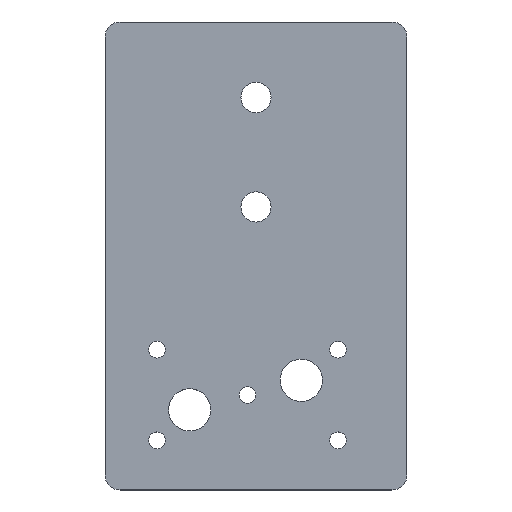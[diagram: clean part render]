
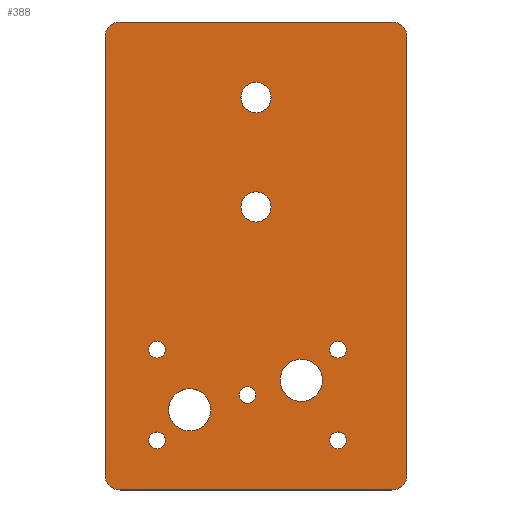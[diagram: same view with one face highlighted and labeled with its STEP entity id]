
A CAD part, top view. The second image highlights one B-rep face of the part: STEP entity #388.
In plain terms, the highlighted planar face has unit normal (0, 0, 1).
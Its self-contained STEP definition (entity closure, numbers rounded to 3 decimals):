
#15=FACE_BOUND('',#76,.T.);
#16=FACE_BOUND('',#77,.T.);
#17=FACE_BOUND('',#78,.T.);
#18=FACE_BOUND('',#79,.T.);
#19=FACE_BOUND('',#80,.T.);
#20=FACE_BOUND('',#81,.T.);
#21=FACE_BOUND('',#82,.T.);
#22=FACE_BOUND('',#83,.T.);
#23=FACE_BOUND('',#84,.T.);
#37=PLANE('',#447);
#56=FACE_OUTER_BOUND('',#75,.T.);
#75=EDGE_LOOP('',(#324,#325,#326,#327,#328,#329,#330,#331));
#76=EDGE_LOOP('',(#332));
#77=EDGE_LOOP('',(#333));
#78=EDGE_LOOP('',(#334));
#79=EDGE_LOOP('',(#335));
#80=EDGE_LOOP('',(#336));
#81=EDGE_LOOP('',(#337));
#82=EDGE_LOOP('',(#338));
#83=EDGE_LOOP('',(#339));
#84=EDGE_LOOP('',(#340));
#107=LINE('',#634,#132);
#111=LINE('',#646,#136);
#115=LINE('',#658,#140);
#119=LINE('',#668,#144);
#132=VECTOR('',#525,10.);
#136=VECTOR('',#537,10.);
#140=VECTOR('',#549,10.);
#144=VECTOR('',#561,10.);
#145=CIRCLE('',#405,5.);
#147=CIRCLE('',#408,7.);
#149=CIRCLE('',#411,5.);
#151=CIRCLE('',#414,2.75);
#153=CIRCLE('',#417,2.75);
#155=CIRCLE('',#420,2.75);
#157=CIRCLE('',#423,7.);
#159=CIRCLE('',#426,2.75);
#161=CIRCLE('',#429,2.75);
#164=CIRCLE('',#433,5.);
#166=CIRCLE('',#437,5.);
#168=CIRCLE('',#441,5.);
#170=CIRCLE('',#445,5.);
#171=VERTEX_POINT('',#568);
#173=VERTEX_POINT('',#574);
#175=VERTEX_POINT('',#580);
#177=VERTEX_POINT('',#586);
#179=VERTEX_POINT('',#592);
#181=VERTEX_POINT('',#598);
#183=VERTEX_POINT('',#604);
#185=VERTEX_POINT('',#610);
#187=VERTEX_POINT('',#616);
#191=VERTEX_POINT('',#625);
#192=VERTEX_POINT('',#627);
#194=VERTEX_POINT('',#633);
#196=VERTEX_POINT('',#639);
#198=VERTEX_POINT('',#645);
#200=VERTEX_POINT('',#651);
#202=VERTEX_POINT('',#657);
#204=VERTEX_POINT('',#663);
#205=EDGE_CURVE('',#171,#171,#145,.T.);
#208=EDGE_CURVE('',#173,#173,#147,.T.);
#211=EDGE_CURVE('',#175,#175,#149,.T.);
#214=EDGE_CURVE('',#177,#177,#151,.T.);
#217=EDGE_CURVE('',#179,#179,#153,.T.);
#220=EDGE_CURVE('',#181,#181,#155,.T.);
#223=EDGE_CURVE('',#183,#183,#157,.T.);
#226=EDGE_CURVE('',#185,#185,#159,.T.);
#229=EDGE_CURVE('',#187,#187,#161,.T.);
#234=EDGE_CURVE('',#192,#191,#164,.T.);
#237=EDGE_CURVE('',#194,#192,#107,.T.);
#240=EDGE_CURVE('',#196,#194,#166,.T.);
#243=EDGE_CURVE('',#198,#196,#111,.T.);
#246=EDGE_CURVE('',#200,#198,#168,.T.);
#249=EDGE_CURVE('',#202,#200,#115,.T.);
#252=EDGE_CURVE('',#204,#202,#170,.T.);
#255=EDGE_CURVE('',#191,#204,#119,.T.);
#324=ORIENTED_EDGE('',*,*,#255,.T.);
#325=ORIENTED_EDGE('',*,*,#252,.T.);
#326=ORIENTED_EDGE('',*,*,#249,.T.);
#327=ORIENTED_EDGE('',*,*,#246,.T.);
#328=ORIENTED_EDGE('',*,*,#243,.T.);
#329=ORIENTED_EDGE('',*,*,#240,.T.);
#330=ORIENTED_EDGE('',*,*,#237,.T.);
#331=ORIENTED_EDGE('',*,*,#234,.T.);
#332=ORIENTED_EDGE('',*,*,#229,.T.);
#333=ORIENTED_EDGE('',*,*,#226,.T.);
#334=ORIENTED_EDGE('',*,*,#223,.T.);
#335=ORIENTED_EDGE('',*,*,#220,.T.);
#336=ORIENTED_EDGE('',*,*,#217,.T.);
#337=ORIENTED_EDGE('',*,*,#214,.T.);
#338=ORIENTED_EDGE('',*,*,#211,.T.);
#339=ORIENTED_EDGE('',*,*,#208,.T.);
#340=ORIENTED_EDGE('',*,*,#205,.T.);
#388=ADVANCED_FACE('',(#56,#15,#16,#17,#18,#19,#20,#21,#22,#23),#37,.T.);
#405=AXIS2_PLACEMENT_3D('',#569,#453,#454);
#408=AXIS2_PLACEMENT_3D('',#575,#460,#461);
#411=AXIS2_PLACEMENT_3D('',#581,#467,#468);
#414=AXIS2_PLACEMENT_3D('',#587,#474,#475);
#417=AXIS2_PLACEMENT_3D('',#593,#481,#482);
#420=AXIS2_PLACEMENT_3D('',#599,#488,#489);
#423=AXIS2_PLACEMENT_3D('',#605,#495,#496);
#426=AXIS2_PLACEMENT_3D('',#611,#502,#503);
#429=AXIS2_PLACEMENT_3D('',#617,#509,#510);
#433=AXIS2_PLACEMENT_3D('',#628,#519,#520);
#437=AXIS2_PLACEMENT_3D('',#640,#531,#532);
#441=AXIS2_PLACEMENT_3D('',#652,#543,#544);
#445=AXIS2_PLACEMENT_3D('',#664,#555,#556);
#447=AXIS2_PLACEMENT_3D('',#669,#562,#563);
#453=DIRECTION('center_axis',(0.,0.,-1.));
#454=DIRECTION('ref_axis',(1.,0.,0.));
#460=DIRECTION('center_axis',(0.,0.,-1.));
#461=DIRECTION('ref_axis',(1.,0.,0.));
#467=DIRECTION('center_axis',(0.,0.,-1.));
#468=DIRECTION('ref_axis',(1.,0.,0.));
#474=DIRECTION('center_axis',(0.,0.,-1.));
#475=DIRECTION('ref_axis',(1.,0.,0.));
#481=DIRECTION('center_axis',(0.,0.,-1.));
#482=DIRECTION('ref_axis',(1.,0.,0.));
#488=DIRECTION('center_axis',(0.,0.,-1.));
#489=DIRECTION('ref_axis',(1.,0.,0.));
#495=DIRECTION('center_axis',(0.,0.,-1.));
#496=DIRECTION('ref_axis',(1.,0.,0.));
#502=DIRECTION('center_axis',(0.,0.,-1.));
#503=DIRECTION('ref_axis',(1.,0.,0.));
#509=DIRECTION('center_axis',(0.,0.,-1.));
#510=DIRECTION('ref_axis',(1.,0.,0.));
#519=DIRECTION('center_axis',(0.,0.,1.));
#520=DIRECTION('ref_axis',(0.,-1.,0.));
#525=DIRECTION('',(1.,0.,0.));
#531=DIRECTION('center_axis',(0.,0.,1.));
#532=DIRECTION('ref_axis',(-1.,0.,0.));
#537=DIRECTION('',(0.,-1.,0.));
#543=DIRECTION('center_axis',(0.,0.,1.));
#544=DIRECTION('ref_axis',(0.,1.,0.));
#549=DIRECTION('',(-1.,0.,0.));
#555=DIRECTION('center_axis',(0.,0.,1.));
#556=DIRECTION('ref_axis',(1.,0.,0.));
#561=DIRECTION('',(0.,1.,0.));
#562=DIRECTION('center_axis',(0.,0.,1.));
#563=DIRECTION('ref_axis',(1.,0.,0.));
#568=CARTESIAN_POINT('',(44.999,65.,5.));
#569=CARTESIAN_POINT('Origin',(49.999,65.,5.));
#574=CARTESIAN_POINT('',(57.99,-28.654,5.));
#575=CARTESIAN_POINT('Origin',(64.99,-28.654,5.));
#580=CARTESIAN_POINT('',(45.004,28.75,5.));
#581=CARTESIAN_POINT('Origin',(50.004,28.75,5.));
#586=CARTESIAN_POINT('',(44.451,-33.547,5.));
#587=CARTESIAN_POINT('Origin',(47.201,-33.547,5.));
#592=CARTESIAN_POINT('',(74.451,-48.547,5.));
#593=CARTESIAN_POINT('Origin',(77.201,-48.547,5.));
#598=CARTESIAN_POINT('',(14.451,-48.547,5.));
#599=CARTESIAN_POINT('Origin',(17.201,-48.547,5.));
#604=CARTESIAN_POINT('',(21.022,-38.463,5.));
#605=CARTESIAN_POINT('Origin',(28.022,-38.463,5.));
#610=CARTESIAN_POINT('',(74.451,-18.547,5.));
#611=CARTESIAN_POINT('Origin',(77.201,-18.547,5.));
#616=CARTESIAN_POINT('',(14.451,-18.547,5.));
#617=CARTESIAN_POINT('Origin',(17.201,-18.547,5.));
#625=CARTESIAN_POINT('',(100.,-60.,5.));
#627=CARTESIAN_POINT('',(95.,-65.,5.));
#628=CARTESIAN_POINT('Origin',(95.,-60.,5.));
#633=CARTESIAN_POINT('',(5.,-65.,5.));
#634=CARTESIAN_POINT('',(95.,-65.,5.));
#639=CARTESIAN_POINT('',(0.,-60.,5.));
#640=CARTESIAN_POINT('Origin',(5.,-60.,5.));
#645=CARTESIAN_POINT('',(0.,85.,5.));
#646=CARTESIAN_POINT('',(0.,85.,5.));
#651=CARTESIAN_POINT('',(5.,90.,5.));
#652=CARTESIAN_POINT('Origin',(5.,85.,5.));
#657=CARTESIAN_POINT('',(95.,90.,5.));
#658=CARTESIAN_POINT('',(95.,90.,5.));
#663=CARTESIAN_POINT('',(100.,85.,5.));
#664=CARTESIAN_POINT('Origin',(95.,85.,5.));
#668=CARTESIAN_POINT('',(100.,0.,5.));
#669=CARTESIAN_POINT('Origin',(50.,12.5,5.));
